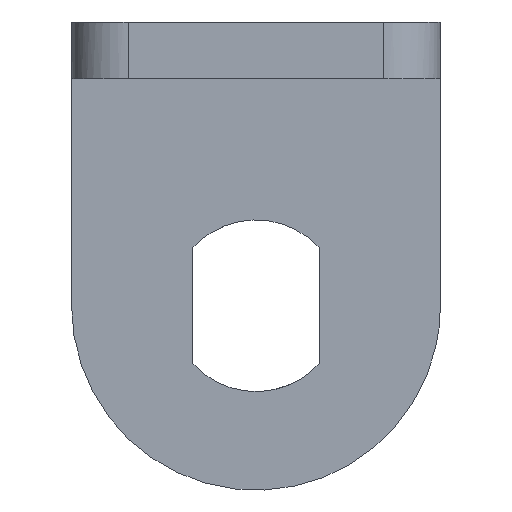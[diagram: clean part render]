
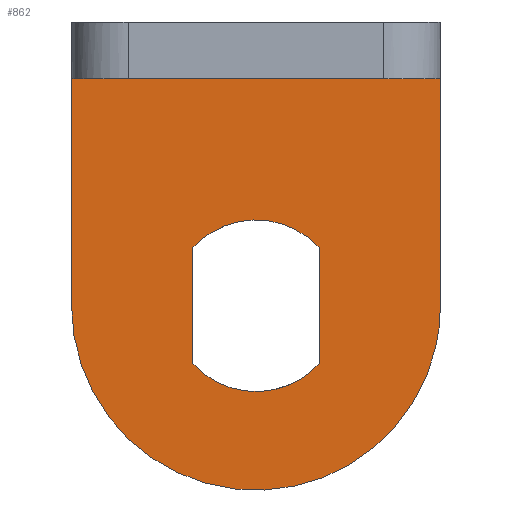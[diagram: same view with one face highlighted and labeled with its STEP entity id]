
A CAD part, left-side view. The second image highlights one B-rep face of the part: STEP entity #862.
In plain terms, the highlighted free-form (B-spline) face has degree [1, 1] with [2, 2] control points.
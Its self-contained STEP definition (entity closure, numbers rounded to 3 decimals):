
#213=CARTESIAN_POINT('',(-2.0,-2.225,-2.049));
#214=VERTEX_POINT('',#213);
#215=CARTESIAN_POINT('',(-2.0,-2.225,2.049));
#216=VERTEX_POINT('',#215);
#217=CARTESIAN_POINT('',(-2.0,-2.225,-2.049));
#218=CARTESIAN_POINT('',(-2.0,-2.225,2.049));
#219=QUASI_UNIFORM_CURVE('',1,(#217,#218),.UNSPECIFIED.,.F.,.U.);
#220=EDGE_CURVE('',#214,#216,#219,.T.);
#258=CARTESIAN_POINT('',(-2.0,2.225,-2.049));
#259=VERTEX_POINT('',#258);
#260=CARTESIAN_POINT('',(-2.0,2.225,-2.049));
#261=CARTESIAN_POINT('',(-2.0,2.102,-2.183));
#262=CARTESIAN_POINT('',(-2.0,1.801,-2.456));
#263=CARTESIAN_POINT('',(-2.0,1.306,-2.75));
#264=CARTESIAN_POINT('',(-2.,0.825,-2.921));
#265=CARTESIAN_POINT('',(-2.,0.391,-3.009));
#266=CARTESIAN_POINT('',(-2.,-0.117,-3.042));
#267=CARTESIAN_POINT('',(-2.,-0.676,-2.969));
#268=CARTESIAN_POINT('',(-2.,-1.196,-2.792));
#269=CARTESIAN_POINT('',(-2.,-1.716,-2.518));
#270=CARTESIAN_POINT('',(-2.,-2.04,-2.251));
#271=CARTESIAN_POINT('',(-2.0,-2.225,-2.049));
#272=B_SPLINE_CURVE_WITH_KNOTS('',3,(#260,#261,#262,#263,#264,#265,#266,#267,#268,#269,#270,#271),.UNSPECIFIED.,.F.,.U.,(4,1,1,1,1,1,1,1,1,4),(0.,0.547,1.211,1.719,2.07,2.539,3.242,3.75,4.18,5.),.UNSPECIFIED.);
#273=EDGE_CURVE('',#259,#214,#272,.T.);
#305=CARTESIAN_POINT('',(-2.0,2.225,2.049));
#306=VERTEX_POINT('',#305);
#307=CARTESIAN_POINT('',(-2.0,2.225,2.049));
#308=CARTESIAN_POINT('',(-2.0,2.225,-2.049));
#309=QUASI_UNIFORM_CURVE('',1,(#307,#308),.UNSPECIFIED.,.F.,.U.);
#310=EDGE_CURVE('',#306,#259,#309,.T.);
#342=CARTESIAN_POINT('',(-2.0,-2.225,2.049));
#343=CARTESIAN_POINT('',(-2.,-2.031,2.26));
#344=CARTESIAN_POINT('',(-2.,-1.725,2.51));
#345=CARTESIAN_POINT('',(-2.,-1.242,2.768));
#346=CARTESIAN_POINT('',(-2.,-0.863,2.911));
#347=CARTESIAN_POINT('',(-2.,-0.391,3.013));
#348=CARTESIAN_POINT('',(-2.,0.092,3.038));
#349=CARTESIAN_POINT('',(-2.,0.649,2.973));
#350=CARTESIAN_POINT('',(-2.,1.15,2.816));
#351=CARTESIAN_POINT('',(-2.,1.716,2.518));
#352=CARTESIAN_POINT('',(-2.,2.04,2.251));
#353=CARTESIAN_POINT('',(-2.0,2.225,2.049));
#354=B_SPLINE_CURVE_WITH_KNOTS('',3,(#342,#343,#344,#345,#346,#347,#348,#349,#350,#351,#352,#353),.UNSPECIFIED.,.F.,.U.,(4,1,1,1,1,1,1,1,1,4),(0.,0.859,1.172,1.641,2.07,2.617,3.086,3.75,4.18,5.),.UNSPECIFIED.);
#355=EDGE_CURVE('',#216,#306,#354,.T.);
#799=CARTESIAN_POINT('',(-2.0,7.149,8.724));
#800=CARTESIAN_POINT('',(-2.0,-7.149,8.724));
#801=CARTESIAN_POINT('',(-2.0,7.149,-7.224));
#802=CARTESIAN_POINT('',(-2.0,-7.149,-7.224));
#803=B_SPLINE_SURFACE_WITH_KNOTS('',1,1,((#799,#801),(#800,#802)),.UNSPECIFIED.,.F.,.F.,.U.,(2,2),(2,2),(0.0,14.299),(0.0,15.949),.UNSPECIFIED.);
#804=CARTESIAN_POINT('',(-2.0,6.5,0.));
#805=VERTEX_POINT('',#804);
#806=CARTESIAN_POINT('',(-2.0,-6.5,0.));
#807=VERTEX_POINT('',#806);
#808=CARTESIAN_POINT('',(-2.0,6.5,0.));
#809=CARTESIAN_POINT('',(-2.,6.5,-0.346));
#810=CARTESIAN_POINT('',(-2.,6.449,-0.984));
#811=CARTESIAN_POINT('',(-2.,6.251,-1.841));
#812=CARTESIAN_POINT('',(-2.,5.936,-2.704));
#813=CARTESIAN_POINT('',(-2.,5.525,-3.468));
#814=CARTESIAN_POINT('',(-2.,4.97,-4.216));
#815=CARTESIAN_POINT('',(-2.,4.315,-4.9));
#816=CARTESIAN_POINT('',(-2.,3.557,-5.469));
#817=CARTESIAN_POINT('',(-2.,2.703,-5.932));
#818=CARTESIAN_POINT('',(-2.,1.843,-6.261));
#819=CARTESIAN_POINT('',(-2.,0.787,-6.485));
#820=CARTESIAN_POINT('',(-2.,-0.201,-6.521));
#821=CARTESIAN_POINT('',(-2.,-1.127,-6.418));
#822=CARTESIAN_POINT('',(-2.,-1.97,-6.218));
#823=CARTESIAN_POINT('',(-2.,-2.961,-5.825));
#824=CARTESIAN_POINT('',(-2.,-3.892,-5.247));
#825=CARTESIAN_POINT('',(-2.,-4.647,-4.572));
#826=CARTESIAN_POINT('',(-2.,-5.176,-3.955));
#827=CARTESIAN_POINT('',(-2.,-5.646,-3.26));
#828=CARTESIAN_POINT('',(-2.,-6.102,-2.34));
#829=CARTESIAN_POINT('',(-2.,-6.426,-1.21));
#830=CARTESIAN_POINT('',(-2.,-6.5,-0.386));
#831=CARTESIAN_POINT('',(-2.0,-6.5,0.));
#832=B_SPLINE_CURVE_WITH_KNOTS('',3,(#808,#809,#810,#811,#812,#813,#814,#815,#816,#817,#818,#819,#820,#821,#822,#823,#824,#825,#826,#827,#828,#829,#830,#831),.UNSPECIFIED.,.F.,.U.,(4,1,1,1,1,1,1,1,1,1,1,1,1,1,1,1,1,1,1,1,1,4),(0.,1.037,1.914,2.632,3.789,4.507,5.424,6.621,7.339,8.336,9.373,10.569,11.287,12.164,13.162,14.478,15.435,16.193,16.911,17.948,19.264,20.42),.UNSPECIFIED.);
#833=EDGE_CURVE('',#805,#807,#832,.T.);
#834=ORIENTED_EDGE('',*,*,#833,.T.);
#835=CARTESIAN_POINT('',(-2.0,-6.5,8.0));
#836=VERTEX_POINT('',#835);
#837=CARTESIAN_POINT('',(-2.0,-6.5,0.));
#838=CARTESIAN_POINT('',(-2.0,-6.5,8.0));
#839=QUASI_UNIFORM_CURVE('',1,(#837,#838),.UNSPECIFIED.,.F.,.U.);
#840=EDGE_CURVE('',#807,#836,#839,.T.);
#841=ORIENTED_EDGE('',*,*,#840,.T.);
#842=CARTESIAN_POINT('',(-2.0,6.5,8.0));
#843=VERTEX_POINT('',#842);
#844=CARTESIAN_POINT('',(-2.0,-6.5,8.0));
#845=CARTESIAN_POINT('',(-2.0,6.5,8.0));
#846=QUASI_UNIFORM_CURVE('',1,(#844,#845),.UNSPECIFIED.,.F.,.U.);
#847=EDGE_CURVE('',#836,#843,#846,.T.);
#848=ORIENTED_EDGE('',*,*,#847,.T.);
#849=CARTESIAN_POINT('',(-2.0,6.5,8.0));
#850=CARTESIAN_POINT('',(-2.0,6.5,0.));
#851=QUASI_UNIFORM_CURVE('',1,(#849,#850),.UNSPECIFIED.,.F.,.U.);
#852=EDGE_CURVE('',#843,#805,#851,.T.);
#853=ORIENTED_EDGE('',*,*,#852,.T.);
#854=EDGE_LOOP('',(#834,#841,#848,#853));
#855=FACE_OUTER_BOUND('',#854,.T.);
#856=ORIENTED_EDGE('',*,*,#355,.F.);
#857=ORIENTED_EDGE('',*,*,#220,.F.);
#858=ORIENTED_EDGE('',*,*,#273,.F.);
#859=ORIENTED_EDGE('',*,*,#310,.F.);
#860=EDGE_LOOP('',(#856,#857,#858,#859));
#861=FACE_BOUND('',#860,.T.);
#862=ADVANCED_FACE('',(#855,#861),#803,.F.);
